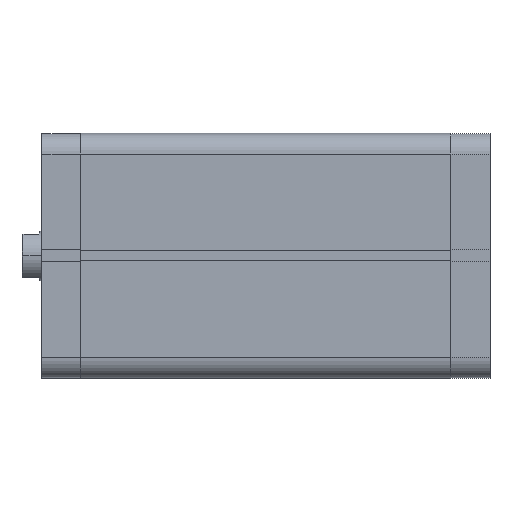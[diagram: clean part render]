
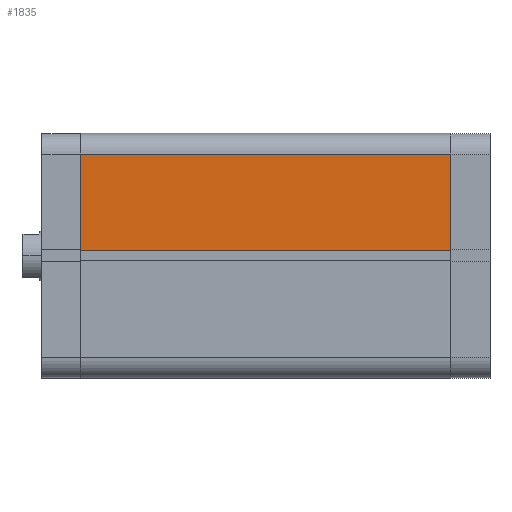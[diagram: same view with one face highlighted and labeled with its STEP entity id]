
A CAD part, top view. The second image highlights one B-rep face of the part: STEP entity #1835.
In plain terms, the highlighted face is planar.
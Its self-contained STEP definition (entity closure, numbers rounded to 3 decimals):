
#503 = VECTOR ( 'NONE', #5706, 1000. ) ;
#690 = FACE_OUTER_BOUND ( 'NONE', #1416, .T. ) ;
#1416 = EDGE_LOOP ( 'NONE', ( #6345, #6324, #6367, #6325 ) ) ;
#1546 = LINE ( 'NONE', #5707, #503 ) ;
#1746 = EDGE_CURVE ( 'NONE', #5830, #5818, #1546, .T. ) ;
#1835 = ADVANCED_FACE ( 'NONE', ( #690 ), #5927, .T. ) ;
#2882 = CARTESIAN_POINT ( 'NONE',  ( -51.5, 62., 0. ) ) ;
#2883 = CARTESIAN_POINT ( 'NONE',  ( -2.6, 62., 0. ) ) ;
#2895 = CARTESIAN_POINT ( 'NONE',  ( -2.6, 62., -187.5 ) ) ;
#2914 = CARTESIAN_POINT ( 'NONE',  ( -51.5, 62., -187.5 ) ) ;
#3913 = LINE ( 'NONE', #4539, #3922 ) ;
#3922 = VECTOR ( 'NONE', #4552, 1000. ) ;
#3931 = LINE ( 'NONE', #4573, #3940 ) ;
#3940 = VECTOR ( 'NONE', #4576, 1000. ) ;
#4059 = VECTOR ( 'NONE', #4745, 1000. ) ;
#4066 = LINE ( 'NONE', #4740, #4059 ) ;
#4539 = CARTESIAN_POINT ( 'NONE',  ( -51.5, 62., 0. ) ) ;
#4552 = DIRECTION ( 'NONE',  ( -1., 0., 0. ) ) ;
#4573 = CARTESIAN_POINT ( 'NONE',  ( -51.5, 62., -187.5 ) ) ;
#4576 = DIRECTION ( 'NONE',  ( -1., 0., 0. ) ) ;
#4740 = CARTESIAN_POINT ( 'NONE',  ( -51.5, 62., -187.5 ) ) ;
#4745 = DIRECTION ( 'NONE',  ( 0., 0., 1. ) ) ;
#5513 = DIRECTION ( 'NONE',  ( 0., 1., 0. ) ) ;
#5514 = DIRECTION ( 'NONE',  ( 0., 0., 1. ) ) ;
#5670 = CARTESIAN_POINT ( 'NONE',  ( -51.5, 62., -187.5 ) ) ;
#5706 = DIRECTION ( 'NONE',  ( 0., 0., 1. ) ) ;
#5707 = CARTESIAN_POINT ( 'NONE',  ( -2.6, 62., -187.5 ) ) ;
#5817 = VERTEX_POINT ( 'NONE', #2882 ) ;
#5818 = VERTEX_POINT ( 'NONE', #2883 ) ;
#5830 = VERTEX_POINT ( 'NONE', #2895 ) ;
#5887 = VERTEX_POINT ( 'NONE', #2914 ) ;
#5927 = PLANE ( 'NONE',  #6279 ) ;
#6279 = AXIS2_PLACEMENT_3D ( 'NONE', #5670, #5513, #5514 ) ;
#6324 = ORIENTED_EDGE ( 'NONE', *, *, #1746, .F. ) ;
#6325 = ORIENTED_EDGE ( 'NONE', *, *, #6463, .T. ) ;
#6345 = ORIENTED_EDGE ( 'NONE', *, *, #6377, .F. ) ;
#6367 = ORIENTED_EDGE ( 'NONE', *, *, #6389, .T. ) ;
#6377 = EDGE_CURVE ( 'NONE', #5818, #5817, #3913, .T. ) ;
#6389 = EDGE_CURVE ( 'NONE', #5830, #5887, #3931, .T. ) ;
#6463 = EDGE_CURVE ( 'NONE', #5887, #5817, #4066, .T. ) ;
